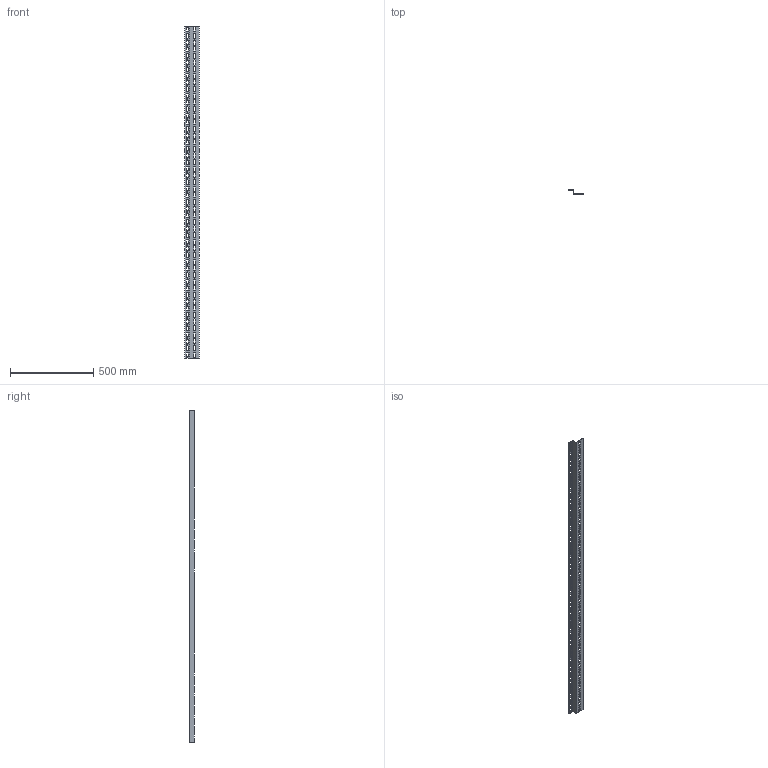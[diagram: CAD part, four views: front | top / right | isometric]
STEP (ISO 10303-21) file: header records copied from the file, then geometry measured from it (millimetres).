
FILE_DESCRIPTION(/* description */ (''),/* implementation_level */ '2;1');
FILE_NAME(/* name */ 'Z60-30-32-2.0-2000.ipt.stp',/* time_stamp */ '2023-05-18T11:51:43+03:00',/* author */ ('Man88'),/* organization */ (''),/* preprocessor_version */ 'ST-DEVELOPER v19.2',/* originating_system */ 'Autodesk Inventor 2023',/* authorisation */ '');
FILE_SCHEMA (('AUTOMOTIVE_DESIGN { 1 0 10303 214 3 1 1 }'));
Length unit declared in the file: millimetre
Products named in the file (1): Z-профиль 60-30-32-2.0-20
00
Bounding box: 90 x 30 x 2000 mm (x, y, z)
Volume: 412292 mm3; surface area: 435847.2 mm2
Topology: 1 solids, 1 shells, 418 faces, 1248 edges, 832 vertices
Faces by surface type: plane 218, cylinder 200
Entity records: 15022 total; most frequent: CARTESIAN_POINT 2499, ORIENTED_EDGE 2496, DIRECTION 2486, EDGE_CURVE 1248, LINE 848, VECTOR 848, VERTEX_POINT 832, AXIS2_PLACEMENT_3D 819
